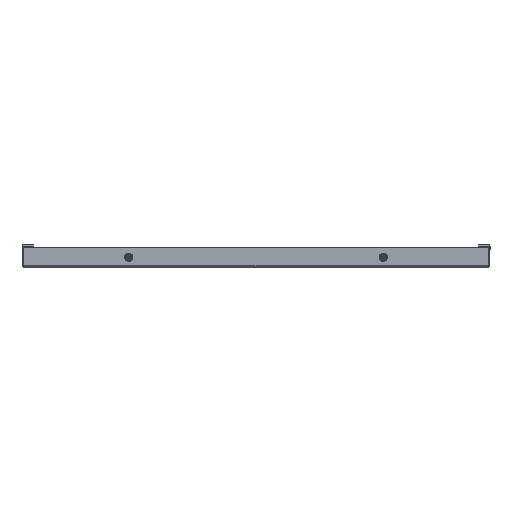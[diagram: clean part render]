
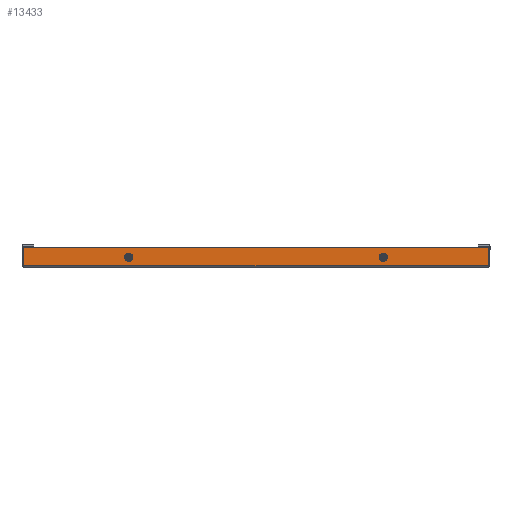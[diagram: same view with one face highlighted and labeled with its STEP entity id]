
A CAD part, front view. The second image highlights one B-rep face of the part: STEP entity #13433.
In plain terms, the highlighted planar face has unit normal (0, -1, 0).
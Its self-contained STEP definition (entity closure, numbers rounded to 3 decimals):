
#3875 = EDGE_CURVE ( 'NONE', #17744, #17893, #19792, .T. ) ;
#3883 = EDGE_CURVE ( 'NONE', #17701, #17858, #19742, .T. ) ;
#3993 = EDGE_CURVE ( 'NONE', #6324, #6285, #20614, .T. ) ;
#3995 = EDGE_CURVE ( 'NONE', #17858, #17701, #20597, .T. ) ;
#3996 = EDGE_CURVE ( 'NONE', #6320, #6285, #20633, .T. ) ;
#3997 = EDGE_CURVE ( 'NONE', #6300, #6320, #20534, .T. ) ;
#3998 = EDGE_CURVE ( 'NONE', #6300, #6324, #20601, .T. ) ;
#3999 = EDGE_CURVE ( 'NONE', #17893, #17744, #20669, .T. ) ;
#6285 = VERTEX_POINT ( 'NONE', #8361 ) ;
#6300 = VERTEX_POINT ( 'NONE', #8343 ) ;
#6320 = VERTEX_POINT ( 'NONE', #8320 ) ;
#6324 = VERTEX_POINT ( 'NONE', #8260 ) ;
#7376 = DIRECTION ( 'NONE',  ( 0., 0., -1. ) ) ;
#7387 = DIRECTION ( 'NONE',  ( 0., -1., 0. ) ) ;
#7394 = CARTESIAN_POINT ( 'NONE',  ( -121.4, -980.5, 9.5 ) ) ;
#7423 = AXIS2_PLACEMENT_3D ( 'NONE', #7636, #7630, #7629 ) ;
#7460 = AXIS2_PLACEMENT_3D ( 'NONE', #7619, #7617, #7616 ) ;
#7538 = DIRECTION ( 'NONE',  ( 0., 0., -1. ) ) ;
#7543 = DIRECTION ( 'NONE',  ( 0., 1., 0. ) ) ;
#7561 = CARTESIAN_POINT ( 'NONE',  ( 121.4, -980.5, 9.5 ) ) ;
#7616 = DIRECTION ( 'NONE',  ( 0., 0., -1. ) ) ;
#7617 = DIRECTION ( 'NONE',  ( 0., 1., 0. ) ) ;
#7619 = CARTESIAN_POINT ( 'NONE',  ( 121.4, -980.5, 9.5 ) ) ;
#7620 = DIRECTION ( 'NONE',  ( -1., 0., 0. ) ) ;
#7621 = CARTESIAN_POINT ( 'NONE',  ( -221.5, -980.5, 1.51 ) ) ;
#7623 = DIRECTION ( 'NONE',  ( 0., 0., 1. ) ) ;
#7625 = DIRECTION ( 'NONE',  ( -1., 0., 0. ) ) ;
#7626 = CARTESIAN_POINT ( 'NONE',  ( -221.5, -980.5, 18.5 ) ) ;
#7629 = DIRECTION ( 'NONE',  ( 0., 0., -1. ) ) ;
#7630 = DIRECTION ( 'NONE',  ( 0., -1., 0. ) ) ;
#7633 = CARTESIAN_POINT ( 'NONE',  ( 221.4, -980.5, 1.51 ) ) ;
#7635 = DIRECTION ( 'NONE',  ( 0., 0., 1. ) ) ;
#7636 = CARTESIAN_POINT ( 'NONE',  ( -121.4, -980.5, 9.5 ) ) ;
#7638 = CARTESIAN_POINT ( 'NONE',  ( -221.4, -980.5, 1.51 ) ) ;
#8260 = CARTESIAN_POINT ( 'NONE',  ( -221.4, -980.5, 1.51 ) ) ;
#8320 = CARTESIAN_POINT ( 'NONE',  ( 221.4, -980.5, 18.5 ) ) ;
#8343 = CARTESIAN_POINT ( 'NONE',  ( 221.4, -980.5, 1.51 ) ) ;
#8361 = CARTESIAN_POINT ( 'NONE',  ( -221.4, -980.5, 18.5 ) ) ;
#13433 = ADVANCED_FACE ( 'NONE', ( #23017, #23010, #23008 ), #14196, .F. ) ;
#14194 = DIRECTION ( 'NONE',  ( -1., 0., 0. ) ) ;
#14195 = DIRECTION ( 'NONE',  ( 0., 1., 0. ) ) ;
#14196 = PLANE ( 'NONE',  #17068 ) ;
#14197 = CARTESIAN_POINT ( 'NONE',  ( -221.5, -980.5, 18.5 ) ) ;
#17068 = AXIS2_PLACEMENT_3D ( 'NONE', #14197, #14195, #14194 ) ;
#17701 = VERTEX_POINT ( 'NONE', #18238 ) ;
#17744 = VERTEX_POINT ( 'NONE', #18214 ) ;
#17858 = VERTEX_POINT ( 'NONE', #18082 ) ;
#17893 = VERTEX_POINT ( 'NONE', #18047 ) ;
#18047 = CARTESIAN_POINT ( 'NONE',  ( 121.4, -980.5, 13.5 ) ) ;
#18082 = CARTESIAN_POINT ( 'NONE',  ( -121.4, -980.5, 5.5 ) ) ;
#18214 = CARTESIAN_POINT ( 'NONE',  ( 121.4, -980.5, 5.5 ) ) ;
#18238 = CARTESIAN_POINT ( 'NONE',  ( -121.4, -980.5, 13.5 ) ) ;
#19742 = CIRCLE ( 'NONE', #22057, 4. ) ;
#19792 = CIRCLE ( 'NONE', #22030, 4. ) ;
#20534 = LINE ( 'NONE', #7633, #20602 ) ;
#20541 = VECTOR ( 'NONE', #7625, 1000. ) ;
#20597 = CIRCLE ( 'NONE', #7423, 4. ) ;
#20599 = VECTOR ( 'NONE', #7620, 1000. ) ;
#20601 = LINE ( 'NONE', #7621, #20599 ) ;
#20602 = VECTOR ( 'NONE', #7623, 1000. ) ;
#20614 = LINE ( 'NONE', #7638, #20673 ) ;
#20633 = LINE ( 'NONE', #7626, #20541 ) ;
#20669 = CIRCLE ( 'NONE', #7460, 4. ) ;
#20673 = VECTOR ( 'NONE', #7635, 1000. ) ;
#20910 = ORIENTED_EDGE ( 'NONE', *, *, #3997, .T. ) ;
#20911 = ORIENTED_EDGE ( 'NONE', *, *, #3996, .T. ) ;
#20912 = ORIENTED_EDGE ( 'NONE', *, *, #3993, .F. ) ;
#20913 = ORIENTED_EDGE ( 'NONE', *, *, #3998, .F. ) ;
#20914 = ORIENTED_EDGE ( 'NONE', *, *, #3995, .F. ) ;
#20915 = ORIENTED_EDGE ( 'NONE', *, *, #3883, .F. ) ;
#20916 = ORIENTED_EDGE ( 'NONE', *, *, #3875, .T. ) ;
#20917 = ORIENTED_EDGE ( 'NONE', *, *, #3999, .T. ) ;
#22030 = AXIS2_PLACEMENT_3D ( 'NONE', #7561, #7543, #7538 ) ;
#22057 = AXIS2_PLACEMENT_3D ( 'NONE', #7394, #7387, #7376 ) ;
#23008 = FACE_BOUND ( 'NONE', #26464, .T. ) ;
#23010 = FACE_BOUND ( 'NONE', #26447, .T. ) ;
#23017 = FACE_OUTER_BOUND ( 'NONE', #26476, .T. ) ;
#26447 = EDGE_LOOP ( 'NONE', ( #20914, #20915 ) ) ;
#26464 = EDGE_LOOP ( 'NONE', ( #20916, #20917 ) ) ;
#26476 = EDGE_LOOP ( 'NONE', ( #20910, #20911, #20912, #20913 ) ) ;
